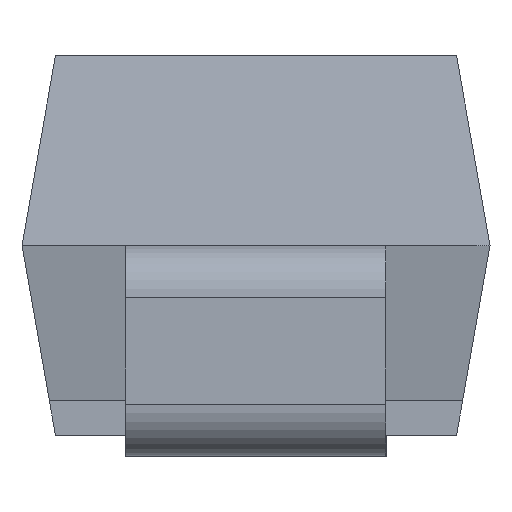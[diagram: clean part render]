
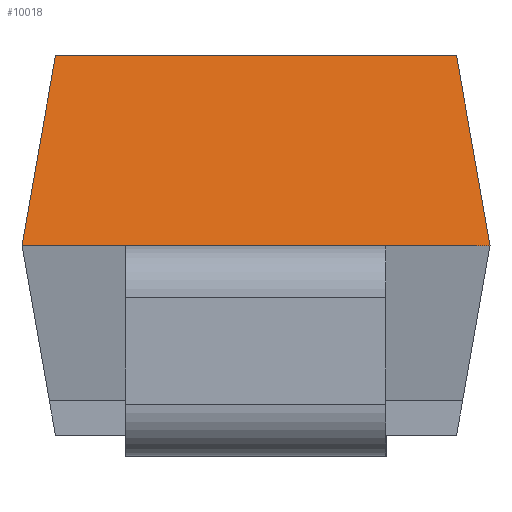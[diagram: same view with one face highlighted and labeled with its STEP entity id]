
A CAD part, left-side view. The second image highlights one B-rep face of the part: STEP entity #10018.
In plain terms, the highlighted planar face has unit normal (-0.985, 0, 0.174).
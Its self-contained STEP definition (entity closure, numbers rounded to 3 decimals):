
#220 = DIRECTION ( 'NONE',  ( 0., -1., 0. ) ) ;
#228 = CARTESIAN_POINT ( 'NONE',  ( -1.957, -1.157, 1.095 ) ) ;
#1050 = LINE ( 'NONE', #6756, #4704 ) ;
#1052 = CARTESIAN_POINT ( 'NONE',  ( -2.15, 1.35, 0. ) ) ;
#1166 = EDGE_CURVE ( 'NONE', #16476, #14640, #5221, .T. ) ;
#1236 = CARTESIAN_POINT ( 'NONE',  ( -2.15, 1.35, 0. ) ) ;
#1244 = VECTOR ( 'NONE', #18484, 1000. ) ;
#1499 = VERTEX_POINT ( 'NONE', #2682 ) ;
#1921 = CARTESIAN_POINT ( 'NONE',  ( -2.15, 1.35, 0. ) ) ;
#2682 = CARTESIAN_POINT ( 'NONE',  ( -2.15, -0.75, 0. ) ) ;
#3112 = EDGE_CURVE ( 'NONE', #6797, #3243, #6603, .T. ) ;
#3243 = VERTEX_POINT ( 'NONE', #4442 ) ;
#3290 = FACE_OUTER_BOUND ( 'NONE', #11434, .T. ) ;
#3703 = CARTESIAN_POINT ( 'NONE',  ( -2.15, -1.35, 0. ) ) ;
#3875 = DIRECTION ( 'NONE',  ( 0., -1., 0. ) ) ;
#4214 = EDGE_CURVE ( 'NONE', #1499, #3243, #14081, .T. ) ;
#4402 = VECTOR ( 'NONE', #9525, 1000. ) ;
#4442 = CARTESIAN_POINT ( 'NONE',  ( -2.15, -1.35, 0. ) ) ;
#4704 = VECTOR ( 'NONE', #3875, 1000. ) ;
#4828 = ORIENTED_EDGE ( 'NONE', *, *, #4214, .T. ) ;
#5221 = LINE ( 'NONE', #13757, #5519 ) ;
#5289 = VECTOR ( 'NONE', #220, 1000. ) ;
#5519 = VECTOR ( 'NONE', #15334, 1000. ) ;
#5630 = CARTESIAN_POINT ( 'NONE',  ( -1.957, 1.157, 1.095 ) ) ;
#6085 = EDGE_CURVE ( 'NONE', #10632, #16476, #9599, .T. ) ;
#6269 = ORIENTED_EDGE ( 'NONE', *, *, #9128, .F. ) ;
#6603 = LINE ( 'NONE', #3703, #4402 ) ;
#6756 = CARTESIAN_POINT ( 'NONE',  ( -1.957, 1.35, 1.095 ) ) ;
#6797 = VERTEX_POINT ( 'NONE', #228 ) ;
#8175 = CARTESIAN_POINT ( 'NONE',  ( -2.15, 1.35, 0. ) ) ;
#9128 = EDGE_CURVE ( 'NONE', #10632, #6797, #1050, .T. ) ;
#9525 = DIRECTION ( 'NONE',  ( -0.171, -0.171, -0.97 ) ) ;
#9599 = LINE ( 'NONE', #1052, #17381 ) ;
#10018 = ADVANCED_FACE ( 'NONE', ( #3290 ), #18018, .T. ) ;
#10195 = ORIENTED_EDGE ( 'NONE', *, *, #6085, .T. ) ;
#10632 = VERTEX_POINT ( 'NONE', #5630 ) ;
#10723 = AXIS2_PLACEMENT_3D ( 'NONE', #8175, #14223, #10795 ) ;
#10795 = DIRECTION ( 'NONE',  ( 0.174, 0., 0.985 ) ) ;
#10918 = CARTESIAN_POINT ( 'NONE',  ( -2.15, 0.75, 0. ) ) ;
#11434 = EDGE_LOOP ( 'NONE', ( #14312, #14226, #4828, #13196, #6269, #10195 ) ) ;
#11753 = CARTESIAN_POINT ( 'NONE',  ( -2.15, 1.35, 0. ) ) ;
#11936 = LINE ( 'NONE', #11753, #5289 ) ;
#12183 = EDGE_CURVE ( 'NONE', #14640, #1499, #11936, .T. ) ;
#13196 = ORIENTED_EDGE ( 'NONE', *, *, #3112, .F. ) ;
#13757 = CARTESIAN_POINT ( 'NONE',  ( -2.15, 1.35, 0. ) ) ;
#14081 = LINE ( 'NONE', #1236, #1244 ) ;
#14223 = DIRECTION ( 'NONE',  ( -0.985, 0., 0.174 ) ) ;
#14226 = ORIENTED_EDGE ( 'NONE', *, *, #12183, .T. ) ;
#14312 = ORIENTED_EDGE ( 'NONE', *, *, #1166, .T. ) ;
#14640 = VERTEX_POINT ( 'NONE', #10918 ) ;
#15286 = DIRECTION ( 'NONE',  ( -0.171, 0.171, -0.97 ) ) ;
#15334 = DIRECTION ( 'NONE',  ( 0., -1., 0. ) ) ;
#16476 = VERTEX_POINT ( 'NONE', #1921 ) ;
#17381 = VECTOR ( 'NONE', #15286, 1000. ) ;
#18018 = PLANE ( 'NONE',  #10723 ) ;
#18484 = DIRECTION ( 'NONE',  ( 0., -1., 0. ) ) ;
